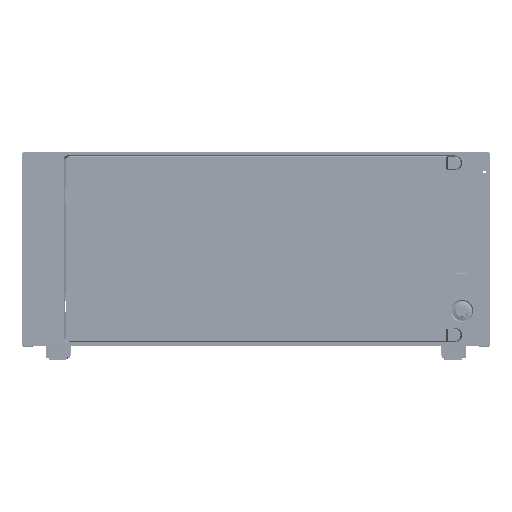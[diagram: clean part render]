
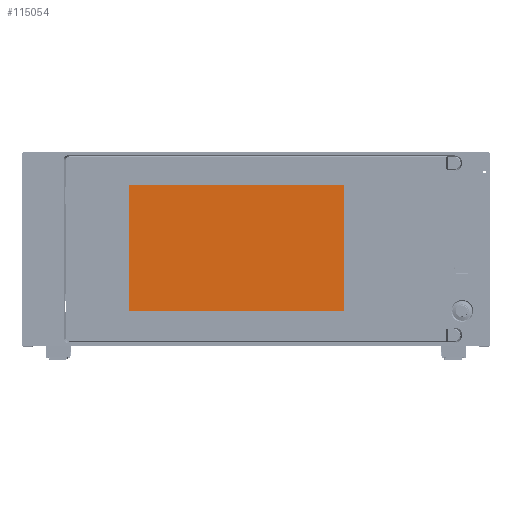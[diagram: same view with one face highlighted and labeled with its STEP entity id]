
A CAD part, top view. The second image highlights one B-rep face of the part: STEP entity #115054.
In plain terms, the highlighted planar face has unit normal (0, 0, 1).
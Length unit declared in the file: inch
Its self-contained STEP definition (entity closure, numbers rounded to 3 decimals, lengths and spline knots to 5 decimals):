
#2838 = VERTEX_POINT ( 'NONE', #55986 ) ;
#3107 = EDGE_LOOP ( 'NONE', ( #54114, #96884, #102525, #28804 ) ) ;
#5458 = DIRECTION ( 'NONE',  ( 0., -1., 0. ) ) ;
#6996 = DIRECTION ( 'NONE',  ( 0., 0., -1. ) ) ;
#15302 = CARTESIAN_POINT ( 'NONE',  ( 27.96353, -0.82507, 0.10398 ) ) ;
#19120 = PLANE ( 'NONE',  #81700 ) ;
#28804 = ORIENTED_EDGE ( 'NONE', *, *, #130277, .F. ) ;
#29717 = VERTEX_POINT ( 'NONE', #161560 ) ;
#31468 = LINE ( 'NONE', #15302, #99476 ) ;
#35881 = DIRECTION ( 'NONE',  ( 1., 0., 0. ) ) ;
#36531 = EDGE_CURVE ( 'NONE', #2838, #29717, #31468, .T. ) ;
#37272 = EDGE_CURVE ( 'NONE', #29717, #55504, #64930, .T. ) ;
#41675 = EDGE_CURVE ( 'NONE', #48161, #2838, #139653, .T. ) ;
#43079 = CARTESIAN_POINT ( 'NONE',  ( 35.70881, 3.70761, 0.10398 ) ) ;
#48161 = VERTEX_POINT ( 'NONE', #43079 ) ;
#54114 = ORIENTED_EDGE ( 'NONE', *, *, #37272, .F. ) ;
#55504 = VERTEX_POINT ( 'NONE', #155882 ) ;
#55986 = CARTESIAN_POINT ( 'NONE',  ( 35.70881, -0.82507, 0.10398 ) ) ;
#64930 = LINE ( 'NONE', #83517, #133011 ) ;
#67800 = CARTESIAN_POINT ( 'NONE',  ( 35.70881, -0.82507, 0.10398 ) ) ;
#70070 = DIRECTION ( 'NONE',  ( 0., 1., 0. ) ) ;
#71636 = VECTOR ( 'NONE', #5458, 39.37008 ) ;
#81700 = AXIS2_PLACEMENT_3D ( 'NONE', #83327, #6996, #96206 ) ;
#83327 = CARTESIAN_POINT ( 'NONE',  ( 27.96353, 3.70761, 0.10398 ) ) ;
#83517 = CARTESIAN_POINT ( 'NONE',  ( 27.96353, -0.82507, 0.10398 ) ) ;
#96206 = DIRECTION ( 'NONE',  ( -1., 0., 0. ) ) ;
#96884 = ORIENTED_EDGE ( 'NONE', *, *, #36531, .F. ) ;
#99476 = VECTOR ( 'NONE', #155405, 39.37008 ) ;
#102525 = ORIENTED_EDGE ( 'NONE', *, *, #41675, .F. ) ;
#115054 = ADVANCED_FACE ( 'NONE', ( #121049 ), #19120, .F. ) ;
#121049 = FACE_OUTER_BOUND ( 'NONE', #3107, .T. ) ;
#121950 = VECTOR ( 'NONE', #35881, 39.37008 ) ;
#125310 = CARTESIAN_POINT ( 'NONE',  ( 27.96353, 3.70761, 0.10398 ) ) ;
#130277 = EDGE_CURVE ( 'NONE', #55504, #48161, #155774, .T. ) ;
#133011 = VECTOR ( 'NONE', #70070, 39.37008 ) ;
#139653 = LINE ( 'NONE', #67800, #71636 ) ;
#155405 = DIRECTION ( 'NONE',  ( -1., 0., 0. ) ) ;
#155774 = LINE ( 'NONE', #125310, #121950 ) ;
#155882 = CARTESIAN_POINT ( 'NONE',  ( 27.96353, 3.70761, 0.10398 ) ) ;
#161560 = CARTESIAN_POINT ( 'NONE',  ( 27.96353, -0.82507, 0.10398 ) ) ;
